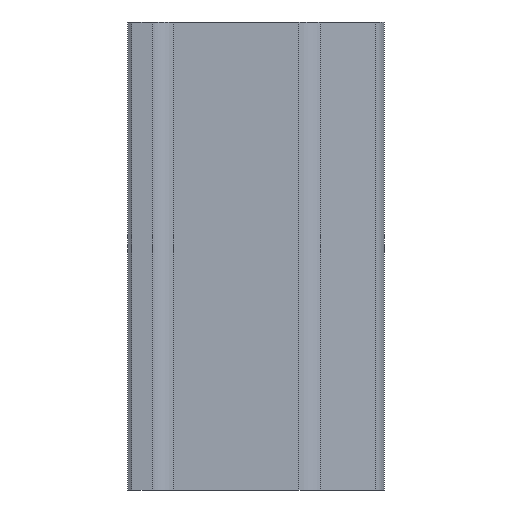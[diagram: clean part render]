
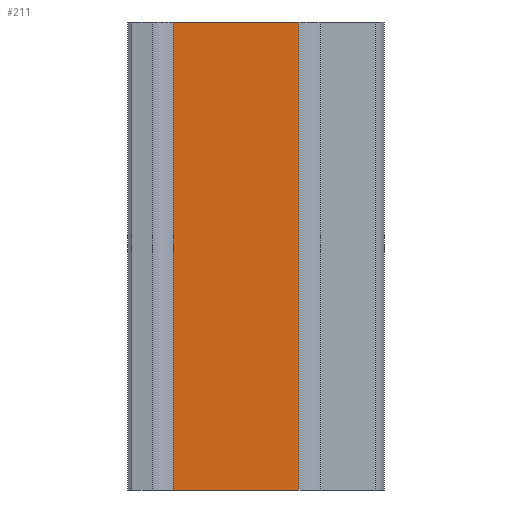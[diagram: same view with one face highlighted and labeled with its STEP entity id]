
A CAD part, front view. The second image highlights one B-rep face of the part: STEP entity #211.
In plain terms, the highlighted planar face has unit normal (0, -1, 0).
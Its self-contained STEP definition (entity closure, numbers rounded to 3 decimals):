
#10 = VERTEX_POINT ( 'NONE', #369 ) ;
#63 = LINE ( 'NONE', #822, #182 ) ;
#80 = LINE ( 'NONE', #463, #552 ) ;
#122 = CARTESIAN_POINT ( 'NONE',  ( 67.734, 14.809, -185. ) ) ;
#146 = CARTESIAN_POINT ( 'NONE',  ( 67.734, 14.809, 0. ) ) ;
#164 = EDGE_CURVE ( 'NONE', #358, #555, #382, .T. ) ;
#170 = ORIENTED_EDGE ( 'NONE', *, *, #762, .T. ) ;
#182 = VECTOR ( 'NONE', #646, 1000. ) ;
#211 = ADVANCED_FACE ( 'NONE', ( #792 ), #455, .F. ) ;
#227 = DIRECTION ( 'NONE',  ( -1., 0., 0. ) ) ;
#233 = ORIENTED_EDGE ( 'NONE', *, *, #164, .T. ) ;
#332 = DIRECTION ( 'NONE',  ( 0., 1., 0. ) ) ;
#358 = VERTEX_POINT ( 'NONE', #757 ) ;
#369 = CARTESIAN_POINT ( 'NONE',  ( 18.017, 14.809, 0. ) ) ;
#382 = LINE ( 'NONE', #122, #629 ) ;
#388 = CARTESIAN_POINT ( 'NONE',  ( 11.77, 14.809, -185. ) ) ;
#405 = DIRECTION ( 'NONE',  ( -1., 0., 0. ) ) ;
#442 = ORIENTED_EDGE ( 'NONE', *, *, #492, .F. ) ;
#455 = PLANE ( 'NONE',  #504 ) ;
#463 = CARTESIAN_POINT ( 'NONE',  ( 11.77, 14.809, 0. ) ) ;
#492 = EDGE_CURVE ( 'NONE', #358, #795, #748, .T. ) ;
#504 = AXIS2_PLACEMENT_3D ( 'NONE', #388, #332, #518 ) ;
#518 = DIRECTION ( 'NONE',  ( 0., 0., 1. ) ) ;
#552 = VECTOR ( 'NONE', #227, 1000. ) ;
#555 = VERTEX_POINT ( 'NONE', #146 ) ;
#566 = DIRECTION ( 'NONE',  ( 0., 0., 1. ) ) ;
#585 = CARTESIAN_POINT ( 'NONE',  ( 11.77, 14.809, -185. ) ) ;
#629 = VECTOR ( 'NONE', #566, 1000. ) ;
#646 = DIRECTION ( 'NONE',  ( 0., 0., 1. ) ) ;
#658 = EDGE_CURVE ( 'NONE', #795, #10, #63, .T. ) ;
#669 = CARTESIAN_POINT ( 'NONE',  ( 18.017, 14.809, -185. ) ) ;
#679 = ORIENTED_EDGE ( 'NONE', *, *, #658, .F. ) ;
#691 = VECTOR ( 'NONE', #405, 1000. ) ;
#748 = LINE ( 'NONE', #585, #691 ) ;
#757 = CARTESIAN_POINT ( 'NONE',  ( 67.734, 14.809, -185. ) ) ;
#762 = EDGE_CURVE ( 'NONE', #555, #10, #80, .T. ) ;
#792 = FACE_OUTER_BOUND ( 'NONE', #810, .T. ) ;
#795 = VERTEX_POINT ( 'NONE', #669 ) ;
#810 = EDGE_LOOP ( 'NONE', ( #170, #679, #442, #233 ) ) ;
#822 = CARTESIAN_POINT ( 'NONE',  ( 18.017, 14.809, -185. ) ) ;
